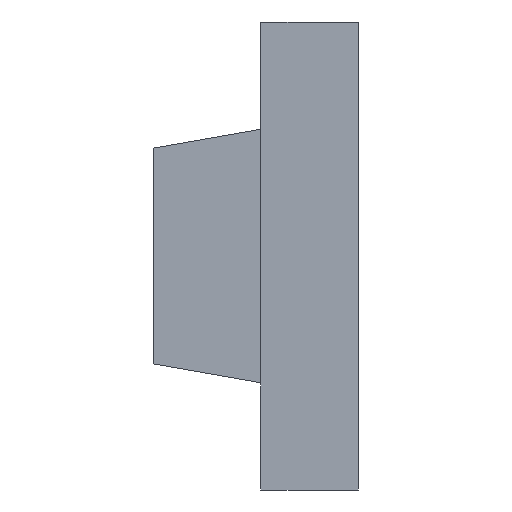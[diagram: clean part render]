
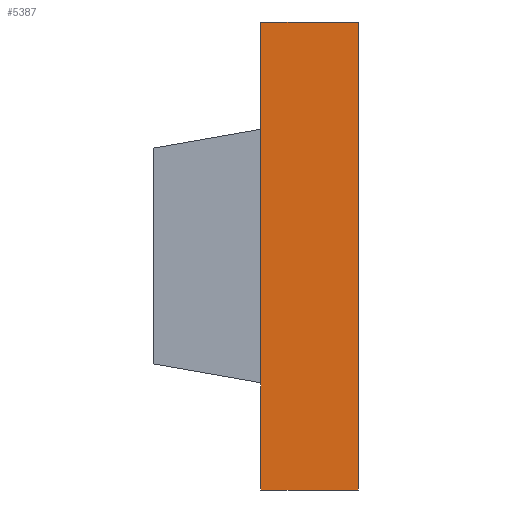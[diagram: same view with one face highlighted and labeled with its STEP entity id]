
A CAD part, left-side view. The second image highlights one B-rep face of the part: STEP entity #5387.
In plain terms, the highlighted planar face has unit normal (-1, 0, 0).
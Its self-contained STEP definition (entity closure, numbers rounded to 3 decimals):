
#42 = EDGE_CURVE ( 'NONE', #11755, #11754, #1540, .T. ) ;
#50 = EDGE_CURVE ( 'NONE', #11754, #3311, #1564, .T. ) ;
#53 = EDGE_CURVE ( 'NONE', #11755, #3310, #1573, .T. ) ;
#739 = EDGE_LOOP ( 'NONE', ( #11856, #11857, #11858, #11855 ) ) ;
#1493 = VECTOR ( 'NONE', #5865, 1000. ) ;
#1540 = LINE ( 'NONE', #1541, #14105 ) ;
#1541 = CARTESIAN_POINT ( 'NONE',  ( -1.5, 0.25, -2.147 ) ) ;
#1542 = DIRECTION ( 'NONE',  ( 0., 0., -1. ) ) ;
#1564 = LINE ( 'NONE', #1565, #12139 ) ;
#1565 = CARTESIAN_POINT ( 'NONE',  ( -1.5, 0.064, -1.2 ) ) ;
#1566 = DIRECTION ( 'NONE',  ( 0., -1., 0. ) ) ;
#1573 = LINE ( 'NONE', #1574, #12142 ) ;
#1574 = CARTESIAN_POINT ( 'NONE',  ( -1.5, 0.064, 1.2 ) ) ;
#1575 = DIRECTION ( 'NONE',  ( 0., -1., 0. ) ) ;
#3310 = VERTEX_POINT ( 'NONE', #13707 ) ;
#3311 = VERTEX_POINT ( 'NONE', #13708 ) ;
#3914 = EDGE_CURVE ( 'NONE', #3310, #3311, #5863, .T. ) ;
#5387 = ADVANCED_FACE ( 'NONE', ( #9430 ), #9113, .F. ) ;
#5863 = LINE ( 'NONE', #5864, #1493 ) ;
#5864 = CARTESIAN_POINT ( 'NONE',  ( -1.5, -0.25, -2.147 ) ) ;
#5865 = DIRECTION ( 'NONE',  ( 0., 0., -1. ) ) ;
#9113 = PLANE ( 'NONE',  #9436 ) ;
#9114 = CARTESIAN_POINT ( 'NONE',  ( -1.5, 0.064, -2.147 ) ) ;
#9115 = DIRECTION ( 'NONE',  ( 1., 0., 0. ) ) ;
#9116 = DIRECTION ( 'NONE',  ( 0., 0., -1. ) ) ;
#9430 = FACE_OUTER_BOUND ( 'NONE', #739, .T. ) ;
#9436 = AXIS2_PLACEMENT_3D ( 'NONE', #9114, #9115, #9116 ) ;
#11083 = CARTESIAN_POINT ( 'NONE',  ( -1.5, 0.25, -1.2 ) ) ;
#11084 = CARTESIAN_POINT ( 'NONE',  ( -1.5, 0.25, 1.2 ) ) ;
#11754 = VERTEX_POINT ( 'NONE', #11083 ) ;
#11755 = VERTEX_POINT ( 'NONE', #11084 ) ;
#11855 = ORIENTED_EDGE ( 'NONE', *, *, #42, .T. ) ;
#11856 = ORIENTED_EDGE ( 'NONE', *, *, #50, .T. ) ;
#11857 = ORIENTED_EDGE ( 'NONE', *, *, #3914, .F. ) ;
#11858 = ORIENTED_EDGE ( 'NONE', *, *, #53, .F. ) ;
#12139 = VECTOR ( 'NONE', #1566, 1000. ) ;
#12142 = VECTOR ( 'NONE', #1575, 1000. ) ;
#13707 = CARTESIAN_POINT ( 'NONE',  ( -1.5, -0.25, 1.2 ) ) ;
#13708 = CARTESIAN_POINT ( 'NONE',  ( -1.5, -0.25, -1.2 ) ) ;
#14105 = VECTOR ( 'NONE', #1542, 1000. ) ;
